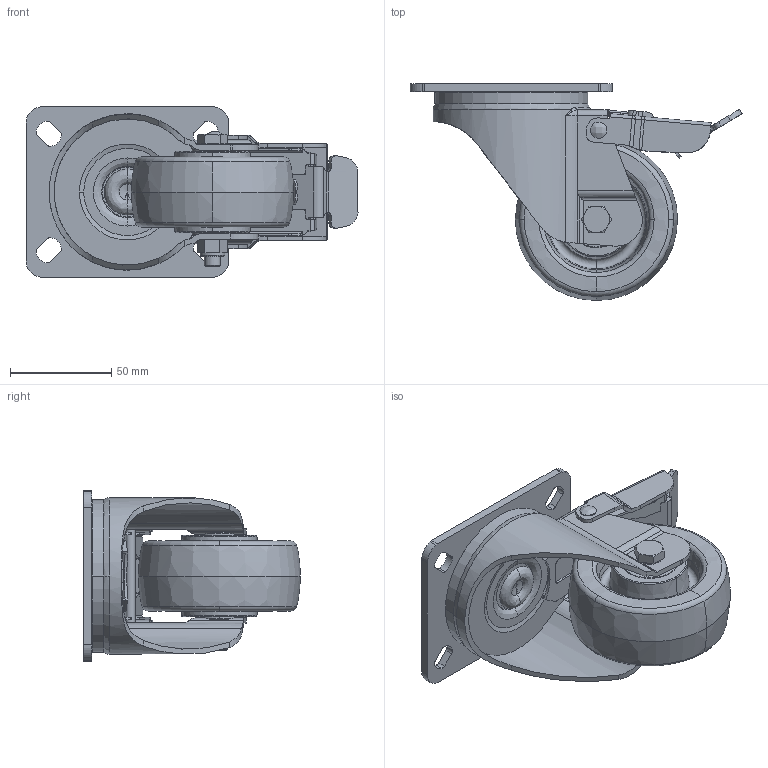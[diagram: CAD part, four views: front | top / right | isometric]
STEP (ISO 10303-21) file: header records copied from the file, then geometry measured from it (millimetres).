
FILE_DESCRIPTION (( 'STEP AP214' ), '1' );
FILE_NAME ('0029889_L-MV-EPUK-080-K-3-DSN_(A-01).step', '2019-10-08T08:24:43', ( '' ), ( '' ), 'SwSTEP 2.0', 'SolidWorks 2018', '' );
FILE_SCHEMA (( 'AUTOMOTIVE_DESIGN' ));
Length unit declared in the file: millimetre
Products named in the file (1): 0029889_L-MV-EPUK-080-K-3-DSN_(A-01)
Bounding box: 163.82 x 107 x 84 mm (x, y, z)
Volume: 270255.7 mm3; surface area: 123619.1 mm2
Topology: 20 solids, 20 shells, 1030 faces, 2897 edges, 1914 vertices
Faces by surface type: cylinder 331, plane 318, torus 165, bspline 120, cone 96
Entity records: 53329 total; most frequent: CARTESIAN_POINT 16794, ORIENTED_EDGE 5786, DIRECTION 4628, EDGE_CURVE 2893, VERTEX_POINT 1914, AXIS2_PLACEMENT_3D 1863, EDGE_LOOP 1111, UNCERTAINTY_MEASURE_WITH_UNIT 1052
